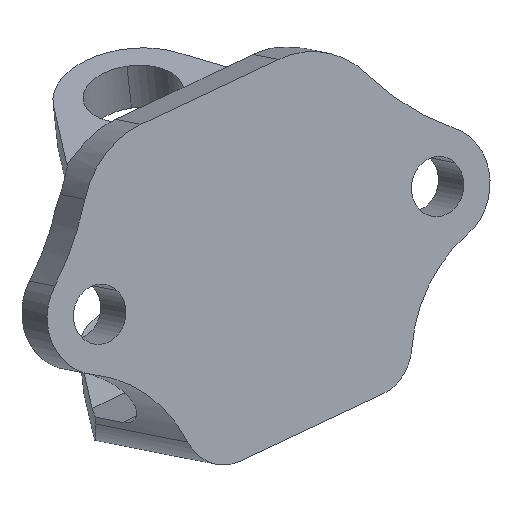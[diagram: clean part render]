
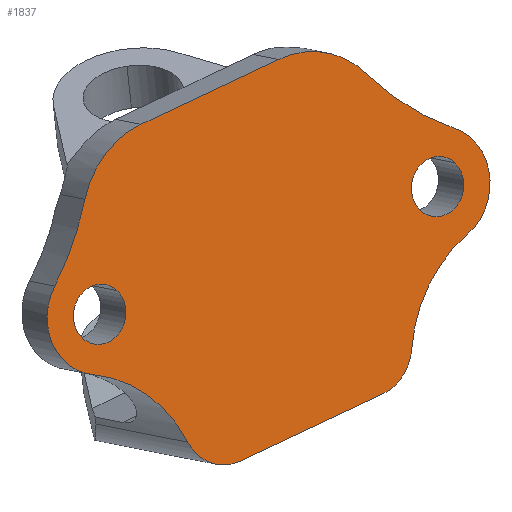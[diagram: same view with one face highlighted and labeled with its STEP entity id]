
A CAD part, isometric view. The second image highlights one B-rep face of the part: STEP entity #1837.
In plain terms, the highlighted planar face has unit normal (-0.182, -0.891, 0.415).
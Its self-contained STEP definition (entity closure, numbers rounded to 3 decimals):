
#61=CARTESIAN_POINT('Vertex',(1331.61,258.494,164.296)) ;
#66=CARTESIAN_POINT('Axis2P3D Location',(1334.199,258.666,165.802)) ;
#70=CARTESIAN_POINT('Vertex',(1336.787,258.839,167.309)) ;
#92=CARTESIAN_POINT('Axis2P3D Location',(1334.199,258.666,165.802)) ;
#229=CARTESIAN_POINT('Vertex',(1299.81,259.175,151.789)) ;
#232=CARTESIAN_POINT('Axis2P3D Location',(1285.274,260.549,148.35)) ;
#236=CARTESIAN_POINT('Vertex',(1292.236,264.966,160.881)) ;
#369=CARTESIAN_POINT('Vertex',(1335.692,255.962,160.659)) ;
#374=CARTESIAN_POINT('Axis2P3D Location',(1339.425,249.201,147.8)) ;
#378=CARTESIAN_POINT('Vertex',(1326.056,254.127,152.492)) ;
#452=CARTESIAN_POINT('Vertex',(1297.609,266.906,167.4)) ;
#457=CARTESIAN_POINT('Axis2P3D Location',(1295.021,266.733,165.893)) ;
#461=CARTESIAN_POINT('Vertex',(1292.432,266.561,164.387)) ;
#483=CARTESIAN_POINT('Axis2P3D Location',(1295.021,266.733,165.893)) ;
#678=CARTESIAN_POINT('Axis2P3D Location',(1321.6,255.769,154.055)) ;
#682=CARTESIAN_POINT('Vertex',(1321.534,253.667,149.519)) ;
#886=CARTESIAN_POINT('Line Origine',(1313.062,255.141,148.959)) ;
#890=CARTESIAN_POINT('Vertex',(1304.589,256.615,148.398)) ;
#1519=CARTESIAN_POINT('Axis2P3D Location',(1304.655,258.717,152.935)) ;
#1628=CARTESIAN_POINT('Vertex',(1337.97,259.982,170.28)) ;
#1631=CARTESIAN_POINT('Axis2P3D Location',(1334.199,258.666,165.802)) ;
#1661=CARTESIAN_POINT('Axis2P3D Location',(1295.021,266.733,165.893)) ;
#1665=CARTESIAN_POINT('Vertex',(1291.326,269.332,169.843)) ;
#1761=CARTESIAN_POINT('Axis2P3D Location',(1339.212,291.514,238.444)) ;
#1766=CARTESIAN_POINT('Axis2P3D Location',(1321.986,264.578,173.115)) ;
#1770=CARTESIAN_POINT('Vertex',(1330.693,265.076,178.007)) ;
#1772=CARTESIAN_POINT('Vertex',(1322.117,268.782,182.187)) ;
#1775=CARTESIAN_POINT('Line Origine',(1313.906,270.21,181.644)) ;
#1779=CARTESIAN_POINT('Vertex',(1305.695,271.639,181.101)) ;
#1782=CARTESIAN_POINT('Axis2P3D Location',(1305.564,267.435,172.029)) ;
#1786=CARTESIAN_POINT('Vertex',(1297.39,271.159,176.424)) ;
#1789=CARTESIAN_POINT('Axis2P3D Location',(1272.855,282.324,189.591)) ;
#1793=CARTESIAN_POINT('Vertex',(1297.387,271.157,176.419)) ;
#1796=CARTESIAN_POINT('Axis2P3D Location',(1272.855,282.324,189.591)) ;
#1801=CARTESIAN_POINT('Axis2P3D Location',(1356.825,266.56,192.668)) ;
#1805=CARTESIAN_POINT('Vertex',(1330.695,265.073,178.003)) ;
#1808=CARTESIAN_POINT('Axis2P3D Location',(1356.825,266.56,192.668)) ;
#67=DIRECTION('Axis2P3D Direction',(-0.183,-0.891,0.416)) ;
#93=DIRECTION('Axis2P3D Direction',(-0.183,-0.891,0.416)) ;
#233=DIRECTION('Axis2P3D Direction',(0.183,0.891,-0.416)) ;
#375=DIRECTION('Axis2P3D Direction',(0.183,0.891,-0.416)) ;
#458=DIRECTION('Axis2P3D Direction',(-0.183,-0.891,0.416)) ;
#484=DIRECTION('Axis2P3D Direction',(-0.183,-0.891,0.416)) ;
#679=DIRECTION('Axis2P3D Direction',(0.183,0.891,-0.416)) ;
#887=DIRECTION('Vector Direction',(0.983,-0.171,0.065)) ;
#1520=DIRECTION('Axis2P3D Direction',(0.183,0.891,-0.416)) ;
#1632=DIRECTION('Axis2P3D Direction',(0.183,0.891,-0.416)) ;
#1662=DIRECTION('Axis2P3D Direction',(0.183,0.891,-0.416)) ;
#1762=DIRECTION('Axis2P3D Direction',(0.183,0.891,-0.416)) ;
#1763=DIRECTION('Axis2P3D XDirection',(-0.393,-0.321,-0.862)) ;
#1767=DIRECTION('Axis2P3D Direction',(0.183,0.891,-0.416)) ;
#1776=DIRECTION('Vector Direction',(-0.983,0.171,-0.065)) ;
#1783=DIRECTION('Axis2P3D Direction',(0.183,0.891,-0.416)) ;
#1790=DIRECTION('Axis2P3D Direction',(0.183,0.891,-0.416)) ;
#1797=DIRECTION('Axis2P3D Direction',(0.183,0.891,-0.416)) ;
#1802=DIRECTION('Axis2P3D Direction',(0.183,0.891,-0.416)) ;
#1809=DIRECTION('Axis2P3D Direction',(0.183,0.891,-0.416)) ;
#68=AXIS2_PLACEMENT_3D('Circle Axis2P3D',#66,#67,$) ;
#94=AXIS2_PLACEMENT_3D('Circle Axis2P3D',#92,#93,$) ;
#234=AXIS2_PLACEMENT_3D('Circle Axis2P3D',#232,#233,$) ;
#376=AXIS2_PLACEMENT_3D('Circle Axis2P3D',#374,#375,$) ;
#459=AXIS2_PLACEMENT_3D('Circle Axis2P3D',#457,#458,$) ;
#485=AXIS2_PLACEMENT_3D('Circle Axis2P3D',#483,#484,$) ;
#680=AXIS2_PLACEMENT_3D('Circle Axis2P3D',#678,#679,$) ;
#1521=AXIS2_PLACEMENT_3D('Circle Axis2P3D',#1519,#1520,$) ;
#1633=AXIS2_PLACEMENT_3D('Circle Axis2P3D',#1631,#1632,$) ;
#1663=AXIS2_PLACEMENT_3D('Circle Axis2P3D',#1661,#1662,$) ;
#1764=AXIS2_PLACEMENT_3D('Plane Axis2P3D',#1761,#1762,#1763) ;
#1768=AXIS2_PLACEMENT_3D('Circle Axis2P3D',#1766,#1767,$) ;
#1784=AXIS2_PLACEMENT_3D('Circle Axis2P3D',#1782,#1783,$) ;
#1791=AXIS2_PLACEMENT_3D('Circle Axis2P3D',#1789,#1790,$) ;
#1798=AXIS2_PLACEMENT_3D('Circle Axis2P3D',#1796,#1797,$) ;
#1803=AXIS2_PLACEMENT_3D('Circle Axis2P3D',#1801,#1802,$) ;
#1810=AXIS2_PLACEMENT_3D('Circle Axis2P3D',#1808,#1809,$) ;
#1814=ORIENTED_EDGE('',*,*,#1774,.T.) ;
#1815=ORIENTED_EDGE('',*,*,#1781,.T.) ;
#1816=ORIENTED_EDGE('',*,*,#1788,.T.) ;
#1817=ORIENTED_EDGE('',*,*,#1795,.T.) ;
#1818=ORIENTED_EDGE('',*,*,#1800,.T.) ;
#1819=ORIENTED_EDGE('',*,*,#1667,.F.) ;
#1820=ORIENTED_EDGE('',*,*,#238,.T.) ;
#1821=ORIENTED_EDGE('',*,*,#1523,.F.) ;
#1822=ORIENTED_EDGE('',*,*,#892,.T.) ;
#1823=ORIENTED_EDGE('',*,*,#684,.F.) ;
#1824=ORIENTED_EDGE('',*,*,#380,.T.) ;
#1825=ORIENTED_EDGE('',*,*,#1635,.F.) ;
#1826=ORIENTED_EDGE('',*,*,#1807,.T.) ;
#1827=ORIENTED_EDGE('',*,*,#1812,.T.) ;
#1830=ORIENTED_EDGE('',*,*,#72,.T.) ;
#1831=ORIENTED_EDGE('',*,*,#96,.T.) ;
#1834=ORIENTED_EDGE('',*,*,#487,.T.) ;
#1835=ORIENTED_EDGE('',*,*,#463,.T.) ;
#1832=FACE_BOUND('',#1829,.T.) ;
#1836=FACE_BOUND('',#1833,.T.) ;
#888=VECTOR('Line Direction',#887,1.) ;
#1777=VECTOR('Line Direction',#1776,1.) ;
#1837=ADVANCED_FACE('Hauptk\X2\00F6\X0\rper',(#1828,#1832,#1836),#1765,.F.) ;
#69=CIRCLE('generated circle',#68,3.) ;
#95=CIRCLE('generated circle',#94,3.) ;
#235=CIRCLE('generated circle',#234,15.) ;
#377=CIRCLE('generated circle',#376,15.) ;
#460=CIRCLE('generated circle',#459,3.) ;
#486=CIRCLE('generated circle',#485,3.) ;
#681=CIRCLE('generated circle',#680,5.) ;
#1522=CIRCLE('generated circle',#1521,5.) ;
#1634=CIRCLE('generated circle',#1633,6.) ;
#1664=CIRCLE('generated circle',#1663,6.) ;
#1769=CIRCLE('generated circle',#1768,10.) ;
#1785=CIRCLE('generated circle',#1784,10.) ;
#1792=CIRCLE('generated circle',#1791,30.) ;
#1799=CIRCLE('generated circle',#1798,30.) ;
#1804=CIRCLE('generated circle',#1803,30.) ;
#1811=CIRCLE('generated circle',#1810,30.) ;
#72=EDGE_CURVE('',#71,#62,#69,.F.) ;
#96=EDGE_CURVE('',#62,#71,#95,.F.) ;
#238=EDGE_CURVE('',#237,#230,#235,.T.) ;
#380=EDGE_CURVE('',#379,#370,#377,.T.) ;
#463=EDGE_CURVE('',#462,#453,#460,.F.) ;
#487=EDGE_CURVE('',#453,#462,#486,.F.) ;
#684=EDGE_CURVE('',#379,#683,#681,.T.) ;
#892=EDGE_CURVE('',#891,#683,#889,.T.) ;
#1523=EDGE_CURVE('',#891,#230,#1522,.T.) ;
#1635=EDGE_CURVE('',#1629,#370,#1634,.T.) ;
#1667=EDGE_CURVE('',#237,#1666,#1664,.T.) ;
#1774=EDGE_CURVE('',#1771,#1773,#1769,.F.) ;
#1781=EDGE_CURVE('',#1773,#1780,#1778,.T.) ;
#1788=EDGE_CURVE('',#1780,#1787,#1785,.F.) ;
#1795=EDGE_CURVE('',#1787,#1794,#1792,.T.) ;
#1800=EDGE_CURVE('',#1794,#1666,#1799,.T.) ;
#1807=EDGE_CURVE('',#1629,#1806,#1804,.T.) ;
#1812=EDGE_CURVE('',#1806,#1771,#1811,.T.) ;
#1813=EDGE_LOOP('',(#1814,#1815,#1816,#1817,#1818,#1819,#1820,#1821,#1822,#1823,#1824,#1825,#1826,#1827)) ;
#1829=EDGE_LOOP('',(#1830,#1831)) ;
#1833=EDGE_LOOP('',(#1834,#1835)) ;
#1828=FACE_OUTER_BOUND('',#1813,.T.) ;
#889=LINE('Line',#886,#888) ;
#1778=LINE('Line',#1775,#1777) ;
#1765=PLANE('Plane',#1764) ;
#62=VERTEX_POINT('',#61) ;
#71=VERTEX_POINT('',#70) ;
#230=VERTEX_POINT('',#229) ;
#237=VERTEX_POINT('',#236) ;
#370=VERTEX_POINT('',#369) ;
#379=VERTEX_POINT('',#378) ;
#453=VERTEX_POINT('',#452) ;
#462=VERTEX_POINT('',#461) ;
#683=VERTEX_POINT('',#682) ;
#891=VERTEX_POINT('',#890) ;
#1629=VERTEX_POINT('',#1628) ;
#1666=VERTEX_POINT('',#1665) ;
#1771=VERTEX_POINT('',#1770) ;
#1773=VERTEX_POINT('',#1772) ;
#1780=VERTEX_POINT('',#1779) ;
#1787=VERTEX_POINT('',#1786) ;
#1794=VERTEX_POINT('',#1793) ;
#1806=VERTEX_POINT('',#1805) ;
